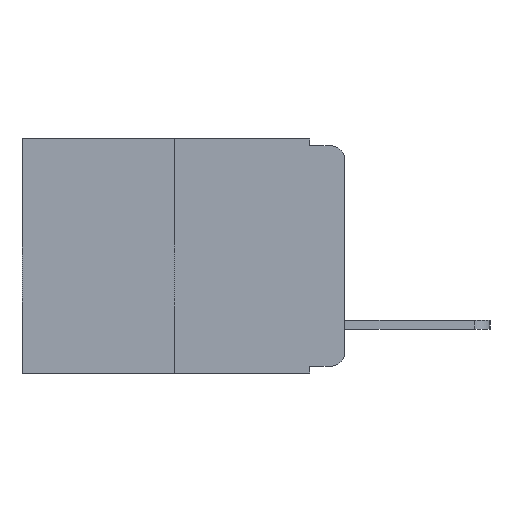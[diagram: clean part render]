
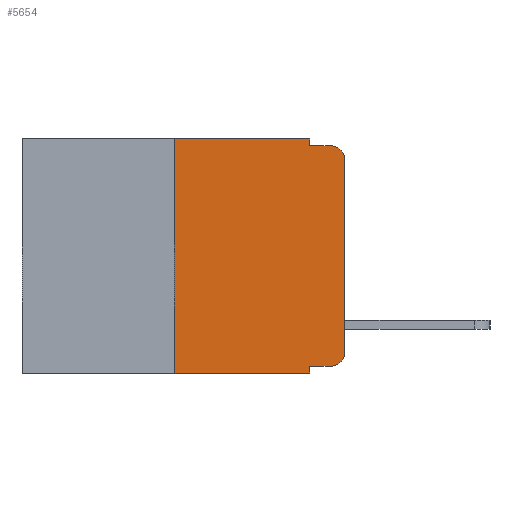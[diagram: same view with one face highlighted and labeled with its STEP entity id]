
A CAD part, left-side view. The second image highlights one B-rep face of the part: STEP entity #5654.
In plain terms, the highlighted planar face has unit normal (-1, 0, 0).
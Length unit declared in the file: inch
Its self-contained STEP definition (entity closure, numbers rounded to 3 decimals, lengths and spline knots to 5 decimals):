
#150 = CARTESIAN_POINT ( 'NONE',  ( 0., 0., -0.313 ) ) ;
#394 = VERTEX_POINT ( 'NONE', #2323 ) ;
#1217 = LINE ( 'NONE', #15152, #10825 ) ;
#1921 = CIRCLE ( 'NONE', #8299, 0.02 ) ;
#2186 = VERTEX_POINT ( 'NONE', #6010 ) ;
#2265 = VERTEX_POINT ( 'NONE', #3846 ) ;
#2323 = CARTESIAN_POINT ( 'NONE',  ( 0., 0.02, -0.01 ) ) ;
#2527 = LINE ( 'NONE', #7682, #6688 ) ;
#3053 = VERTEX_POINT ( 'NONE', #15127 ) ;
#3126 = VERTEX_POINT ( 'NONE', #11085 ) ;
#3277 = EDGE_CURVE ( 'NONE', #3053, #4199, #2527, .T. ) ;
#3560 = VERTEX_POINT ( 'NONE', #4582 ) ;
#3846 = CARTESIAN_POINT ( 'NONE',  ( 0., 0., -0.03 ) ) ;
#3926 = VERTEX_POINT ( 'NONE', #9885 ) ;
#4199 = VERTEX_POINT ( 'NONE', #15285 ) ;
#4582 = CARTESIAN_POINT ( 'NONE',  ( 0., 0.051, -0.333 ) ) ;
#4645 = VERTEX_POINT ( 'NONE', #7350 ) ;
#4752 = CARTESIAN_POINT ( 'NONE',  ( 0., 0., 0. ) ) ;
#4812 = DIRECTION ( 'NONE',  ( 0., 0., 1. ) ) ;
#5474 = CARTESIAN_POINT ( 'NONE',  ( 0., 0.02, -0.313 ) ) ;
#5654 = ADVANCED_FACE ( 'NONE', ( #8573 ), #5738, .F. ) ;
#5738 = PLANE ( 'NONE',  #6884 ) ;
#5926 = VECTOR ( 'NONE', #13873, 39.37008 ) ;
#6010 = CARTESIAN_POINT ( 'NONE',  ( 0., 0.25, -0.343 ) ) ;
#6470 = CIRCLE ( 'NONE', #7781, 0.02 ) ;
#6513 = EDGE_CURVE ( 'NONE', #2186, #3126, #6788, .T. ) ;
#6688 = VECTOR ( 'NONE', #6998, 39.37008 ) ;
#6788 = LINE ( 'NONE', #13905, #8546 ) ;
#6880 = VECTOR ( 'NONE', #4812, 39.37008 ) ;
#6884 = AXIS2_PLACEMENT_3D ( 'NONE', #11236, #10378, #10354 ) ;
#6998 = DIRECTION ( 'NONE',  ( 0., -1., 0. ) ) ;
#7249 = ORIENTED_EDGE ( 'NONE', *, *, #10215, .F. ) ;
#7262 = LINE ( 'NONE', #4752, #6880 ) ;
#7350 = CARTESIAN_POINT ( 'NONE',  ( 0., 0.02, -0.333 ) ) ;
#7682 = CARTESIAN_POINT ( 'NONE',  ( 0., 0.473, 0. ) ) ;
#7752 = ORIENTED_EDGE ( 'NONE', *, *, #3277, .F. ) ;
#7781 = AXIS2_PLACEMENT_3D ( 'NONE', #13044, #12993, #12858 ) ;
#7785 = DIRECTION ( 'NONE',  ( 0., -1., 0. ) ) ;
#7916 = ORIENTED_EDGE ( 'NONE', *, *, #12051, .F. ) ;
#7951 = VECTOR ( 'NONE', #12556, 39.37008 ) ;
#7963 = ORIENTED_EDGE ( 'NONE', *, *, #10316, .T. ) ;
#8063 = DIRECTION ( 'NONE',  ( -1., 0., 0. ) ) ;
#8299 = AXIS2_PLACEMENT_3D ( 'NONE', #5474, #8063, #14456 ) ;
#8350 = ORIENTED_EDGE ( 'NONE', *, *, #13428, .T. ) ;
#8477 = ORIENTED_EDGE ( 'NONE', *, *, #8743, .F. ) ;
#8546 = VECTOR ( 'NONE', #7785, 39.37008 ) ;
#8573 = FACE_OUTER_BOUND ( 'NONE', #8656, .T. ) ;
#8656 = EDGE_LOOP ( 'NONE', ( #13319, #7963, #7916, #12703, #7752, #8477, #10828, #7249, #8350, #8882 ) ) ;
#8743 = EDGE_CURVE ( 'NONE', #2186, #3053, #12748, .T. ) ;
#8847 = EDGE_CURVE ( 'NONE', #4645, #12643, #1921, .T. ) ;
#8882 = ORIENTED_EDGE ( 'NONE', *, *, #8847, .T. ) ;
#9299 = EDGE_CURVE ( 'NONE', #12643, #2265, #7262, .T. ) ;
#9478 = VECTOR ( 'NONE', #10332, 39.37008 ) ;
#9601 = VECTOR ( 'NONE', #12318, 39.37008 ) ;
#9826 = EDGE_CURVE ( 'NONE', #4199, #3926, #15271, .T. ) ;
#9885 = CARTESIAN_POINT ( 'NONE',  ( 0., 0.051, -0.01 ) ) ;
#10215 = EDGE_CURVE ( 'NONE', #3560, #3126, #1217, .T. ) ;
#10316 = EDGE_CURVE ( 'NONE', #2265, #394, #6470, .T. ) ;
#10332 = DIRECTION ( 'NONE',  ( 0., 0., 1. ) ) ;
#10354 = DIRECTION ( 'NONE',  ( 0., 0., -1. ) ) ;
#10378 = DIRECTION ( 'NONE',  ( 1., 0., 0. ) ) ;
#10825 = VECTOR ( 'NONE', #15136, 39.37008 ) ;
#10828 = ORIENTED_EDGE ( 'NONE', *, *, #6513, .T. ) ;
#11085 = CARTESIAN_POINT ( 'NONE',  ( 0., 0.051, -0.343 ) ) ;
#11117 = CARTESIAN_POINT ( 'NONE',  ( 0., 0.051, 0. ) ) ;
#11136 = LINE ( 'NONE', #12660, #7951 ) ;
#11236 = CARTESIAN_POINT ( 'NONE',  ( 0., 0.473, 0. ) ) ;
#12051 = EDGE_CURVE ( 'NONE', #3926, #394, #12202, .T. ) ;
#12202 = LINE ( 'NONE', #13744, #5926 ) ;
#12318 = DIRECTION ( 'NONE',  ( 0., 0., -1. ) ) ;
#12556 = DIRECTION ( 'NONE',  ( 0., -1., 0. ) ) ;
#12643 = VERTEX_POINT ( 'NONE', #150 ) ;
#12660 = CARTESIAN_POINT ( 'NONE',  ( 0., 0.051, -0.333 ) ) ;
#12703 = ORIENTED_EDGE ( 'NONE', *, *, #9826, .F. ) ;
#12748 = LINE ( 'NONE', #14202, #9478 ) ;
#12858 = DIRECTION ( 'NONE',  ( 0., 0., -1. ) ) ;
#12993 = DIRECTION ( 'NONE',  ( -1., 0., 0. ) ) ;
#13044 = CARTESIAN_POINT ( 'NONE',  ( 0., 0.02, -0.03 ) ) ;
#13319 = ORIENTED_EDGE ( 'NONE', *, *, #9299, .T. ) ;
#13428 = EDGE_CURVE ( 'NONE', #3560, #4645, #11136, .T. ) ;
#13744 = CARTESIAN_POINT ( 'NONE',  ( 0., 0.051, -0.01 ) ) ;
#13873 = DIRECTION ( 'NONE',  ( 0., -1., 0. ) ) ;
#13905 = CARTESIAN_POINT ( 'NONE',  ( 0., 0.473, -0.343 ) ) ;
#14202 = CARTESIAN_POINT ( 'NONE',  ( 0., 0.25, 0. ) ) ;
#14456 = DIRECTION ( 'NONE',  ( 0., 0., -1. ) ) ;
#15127 = CARTESIAN_POINT ( 'NONE',  ( 0., 0.25, 0. ) ) ;
#15136 = DIRECTION ( 'NONE',  ( 0., 0., -1. ) ) ;
#15152 = CARTESIAN_POINT ( 'NONE',  ( 0., 0.051, 0. ) ) ;
#15271 = LINE ( 'NONE', #11117, #9601 ) ;
#15285 = CARTESIAN_POINT ( 'NONE',  ( 0., 0.051, 0. ) ) ;
